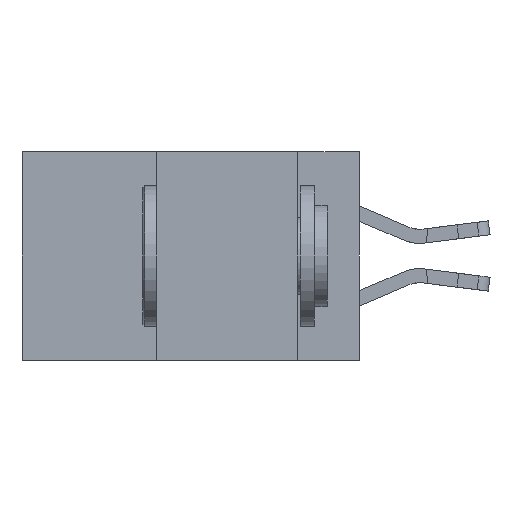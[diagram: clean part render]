
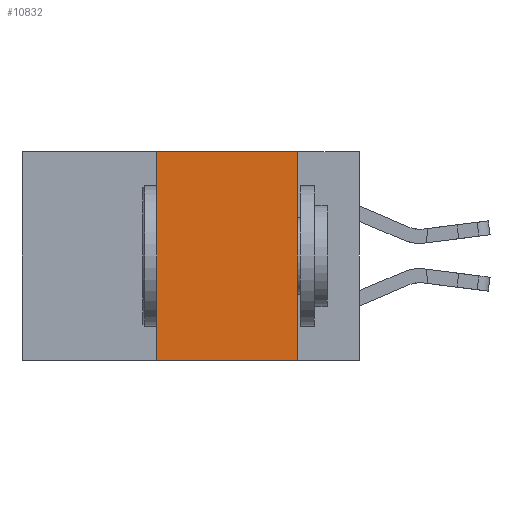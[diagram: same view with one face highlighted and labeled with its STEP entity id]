
A CAD part, left-side view. The second image highlights one B-rep face of the part: STEP entity #10832.
In plain terms, the highlighted planar face has unit normal (-1, 0, 0).
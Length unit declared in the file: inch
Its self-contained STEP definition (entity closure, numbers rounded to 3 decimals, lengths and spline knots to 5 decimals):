
#478 = VECTOR ( 'NONE', #22980, 39.37008 ) ;
#819 = EDGE_CURVE ( 'NONE', #15342, #16087, #2597, .T. ) ;
#1306 = FACE_OUTER_BOUND ( 'NONE', #3552, .T. ) ;
#2507 = CARTESIAN_POINT ( 'NONE',  ( 0., 0.36, 0. ) ) ;
#2597 = LINE ( 'NONE', #3875, #12265 ) ;
#2710 = LINE ( 'NONE', #11718, #12379 ) ;
#3552 = EDGE_LOOP ( 'NONE', ( #20487, #5783, #7578, #8809 ) ) ;
#3875 = CARTESIAN_POINT ( 'NONE',  ( 0., 0.6, 0. ) ) ;
#5170 = DIRECTION ( 'NONE',  ( 0., 0., -1. ) ) ;
#5299 = EDGE_CURVE ( 'NONE', #16087, #17906, #2710, .T. ) ;
#5590 = DIRECTION ( 'NONE',  ( 0., -1., 0. ) ) ;
#5783 = ORIENTED_EDGE ( 'NONE', *, *, #819, .F. ) ;
#7092 = CARTESIAN_POINT ( 'NONE',  ( 0., 0.36, 0. ) ) ;
#7578 = ORIENTED_EDGE ( 'NONE', *, *, #11284, .F. ) ;
#7979 = AXIS2_PLACEMENT_3D ( 'NONE', #10900, #16679, #5170 ) ;
#8809 = ORIENTED_EDGE ( 'NONE', *, *, #24308, .T. ) ;
#9795 = DIRECTION ( 'NONE',  ( 0., 0., -1. ) ) ;
#10486 = CARTESIAN_POINT ( 'NONE',  ( 0., 0.11, -0.37 ) ) ;
#10820 = LINE ( 'NONE', #17190, #478 ) ;
#10832 = ADVANCED_FACE ( 'NONE', ( #1306 ), #14732, .F. ) ;
#10900 = CARTESIAN_POINT ( 'NONE',  ( 0., 0.6, 0. ) ) ;
#11134 = CARTESIAN_POINT ( 'NONE',  ( 0., 0.36, -0.37 ) ) ;
#11284 = EDGE_CURVE ( 'NONE', #20782, #15342, #12156, .T. ) ;
#11718 = CARTESIAN_POINT ( 'NONE',  ( 0., 0.11, 0. ) ) ;
#12156 = LINE ( 'NONE', #2507, #16061 ) ;
#12265 = VECTOR ( 'NONE', #5590, 39.37008 ) ;
#12379 = VECTOR ( 'NONE', #9795, 39.37008 ) ;
#14732 = PLANE ( 'NONE',  #7979 ) ;
#15342 = VERTEX_POINT ( 'NONE', #7092 ) ;
#16061 = VECTOR ( 'NONE', #19815, 39.37008 ) ;
#16087 = VERTEX_POINT ( 'NONE', #20086 ) ;
#16679 = DIRECTION ( 'NONE',  ( 1., 0., 0. ) ) ;
#17190 = CARTESIAN_POINT ( 'NONE',  ( 0., 0.6, -0.37 ) ) ;
#17906 = VERTEX_POINT ( 'NONE', #10486 ) ;
#19815 = DIRECTION ( 'NONE',  ( 0., 0., 1. ) ) ;
#20086 = CARTESIAN_POINT ( 'NONE',  ( 0., 0.11, 0. ) ) ;
#20487 = ORIENTED_EDGE ( 'NONE', *, *, #5299, .F. ) ;
#20782 = VERTEX_POINT ( 'NONE', #11134 ) ;
#22980 = DIRECTION ( 'NONE',  ( 0., -1., 0. ) ) ;
#24308 = EDGE_CURVE ( 'NONE', #20782, #17906, #10820, .T. ) ;
